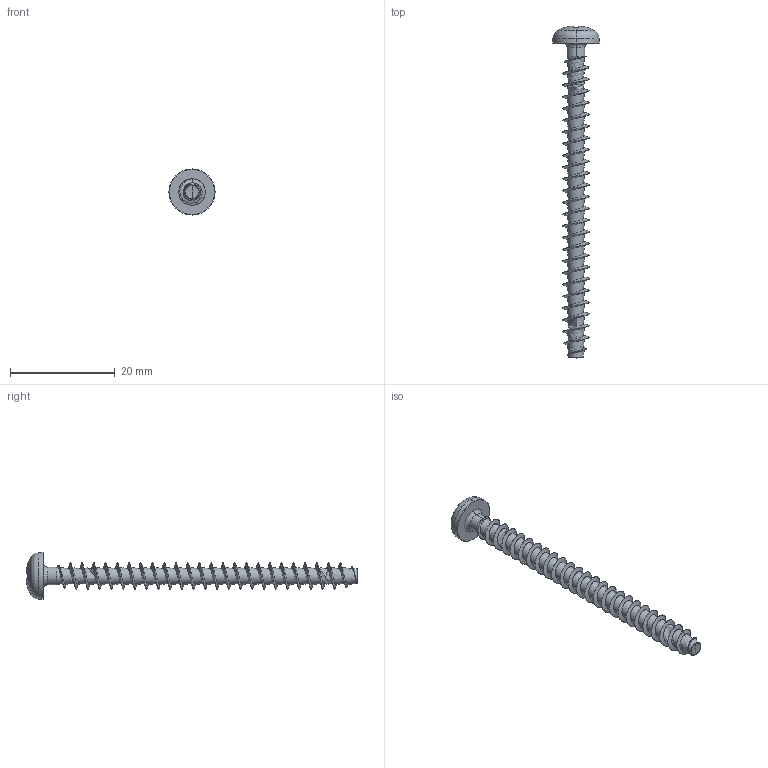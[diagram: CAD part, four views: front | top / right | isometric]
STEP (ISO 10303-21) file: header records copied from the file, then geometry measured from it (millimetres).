
FILE_DESCRIPTION (( 'STEP AP203' ), '1' );
FILE_NAME ('STP22A0500600.STEP', '2017-11-16T18:46:02', ( '' ), ( '' ), 'SwSTEP 2.0', 'SolidWorks 2015', '' );
FILE_SCHEMA (( 'CONFIG_CONTROL_DESIGN' ));
Products named in the file (1): STP22A0500600
Bounding box: 8.8 x 63.34 x 8.8 mm (x, y, z)
Volume: 670.2 mm3; surface area: 1288.8 mm2
Topology: 1 solids, 1 shells, 166 faces, 386 edges, 222 vertices
Faces by surface type: bspline 52, plane 30, torus 28, cylinder 26, sphere 20, cone 10
Entity records: 29948 total; most frequent: CARTESIAN_POINT 26481, ORIENTED_EDGE 768, DIRECTION 662, EDGE_CURVE 384, AXIS2_PLACEMENT_3D 295, VERTEX_POINT 222, CIRCLE 180, EDGE_LOOP 168
